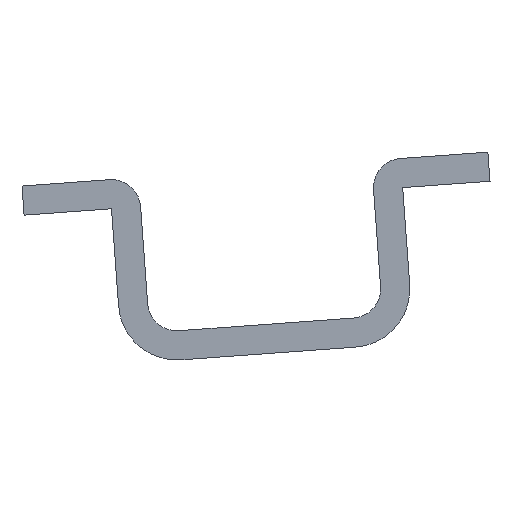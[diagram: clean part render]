
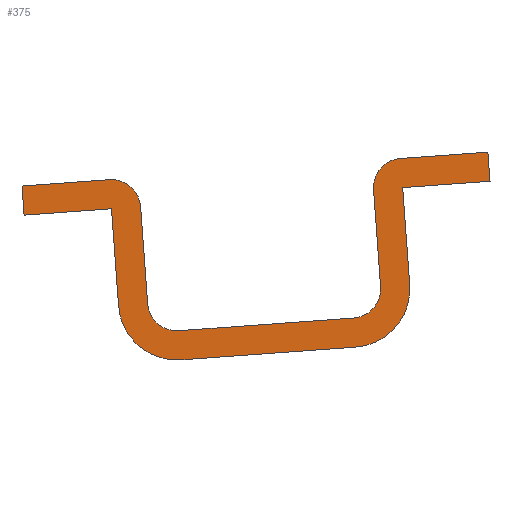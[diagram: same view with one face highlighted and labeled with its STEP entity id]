
A CAD part, left-side view. The second image highlights one B-rep face of the part: STEP entity #375.
In plain terms, the highlighted planar face has unit normal (-1, 0, 0).
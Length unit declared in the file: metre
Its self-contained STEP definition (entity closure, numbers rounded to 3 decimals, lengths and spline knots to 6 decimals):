
#26=CIRCLE('',#409,0.002381);
#27=CIRCLE('',#410,0.002381);
#28=CIRCLE('',#411,0.002381);
#29=CIRCLE('',#412,0.002381);
#30=CIRCLE('',#413,0.004763);
#31=CIRCLE('',#414,0.004763);
#42=ORIENTED_EDGE('',*,*,#150,.F.);
#43=ORIENTED_EDGE('',*,*,#151,.F.);
#44=ORIENTED_EDGE('',*,*,#152,.F.);
#45=ORIENTED_EDGE('',*,*,#153,.F.);
#46=ORIENTED_EDGE('',*,*,#154,.F.);
#47=ORIENTED_EDGE('',*,*,#155,.F.);
#48=ORIENTED_EDGE('',*,*,#156,.F.);
#49=ORIENTED_EDGE('',*,*,#157,.F.);
#50=ORIENTED_EDGE('',*,*,#158,.F.);
#51=ORIENTED_EDGE('',*,*,#149,.F.);
#52=ORIENTED_EDGE('',*,*,#159,.T.);
#53=ORIENTED_EDGE('',*,*,#160,.T.);
#54=ORIENTED_EDGE('',*,*,#161,.T.);
#55=ORIENTED_EDGE('',*,*,#162,.T.);
#56=ORIENTED_EDGE('',*,*,#163,.T.);
#57=ORIENTED_EDGE('',*,*,#164,.T.);
#58=ORIENTED_EDGE('',*,*,#165,.T.);
#59=ORIENTED_EDGE('',*,*,#166,.T.);
#149=EDGE_CURVE('',#203,#201,#239,.T.);
#150=EDGE_CURVE('',#204,#205,#240,.T.);
#151=EDGE_CURVE('',#206,#204,#26,.F.);
#152=EDGE_CURVE('',#207,#206,#241,.T.);
#153=EDGE_CURVE('',#208,#207,#27,.F.);
#154=EDGE_CURVE('',#209,#208,#242,.T.);
#155=EDGE_CURVE('',#210,#209,#28,.F.);
#156=EDGE_CURVE('',#211,#210,#243,.T.);
#157=EDGE_CURVE('',#212,#211,#29,.F.);
#158=EDGE_CURVE('',#201,#212,#244,.T.);
#159=EDGE_CURVE('',#203,#213,#245,.T.);
#160=EDGE_CURVE('',#213,#214,#246,.T.);
#161=EDGE_CURVE('',#214,#215,#30,.F.);
#162=EDGE_CURVE('',#215,#216,#247,.T.);
#163=EDGE_CURVE('',#216,#217,#31,.F.);
#164=EDGE_CURVE('',#217,#218,#248,.T.);
#165=EDGE_CURVE('',#218,#219,#249,.T.);
#166=EDGE_CURVE('',#219,#205,#250,.T.);
#201=VERTEX_POINT('',#551);
#203=VERTEX_POINT('',#555);
#204=VERTEX_POINT('',#559);
#205=VERTEX_POINT('',#560);
#206=VERTEX_POINT('',#562);
#207=VERTEX_POINT('',#564);
#208=VERTEX_POINT('',#566);
#209=VERTEX_POINT('',#568);
#210=VERTEX_POINT('',#570);
#211=VERTEX_POINT('',#572);
#212=VERTEX_POINT('',#574);
#213=VERTEX_POINT('',#577);
#214=VERTEX_POINT('',#579);
#215=VERTEX_POINT('',#581);
#216=VERTEX_POINT('',#583);
#217=VERTEX_POINT('',#585);
#218=VERTEX_POINT('',#587);
#219=VERTEX_POINT('',#589);
#239=LINE('',#556,#281);
#240=LINE('',#558,#282);
#241=LINE('',#563,#283);
#242=LINE('',#567,#284);
#243=LINE('',#571,#285);
#244=LINE('',#575,#286);
#245=LINE('',#576,#287);
#246=LINE('',#578,#288);
#247=LINE('',#582,#289);
#248=LINE('',#586,#290);
#249=LINE('',#588,#291);
#250=LINE('',#590,#292);
#281=VECTOR('',#446,1.);
#282=VECTOR('',#449,1.);
#283=VECTOR('',#452,1.);
#284=VECTOR('',#455,1.);
#285=VECTOR('',#458,1.);
#286=VECTOR('',#461,1.);
#287=VECTOR('',#462,1.);
#288=VECTOR('',#463,1.);
#289=VECTOR('',#466,1.);
#290=VECTOR('',#469,1.);
#291=VECTOR('',#470,1.);
#292=VECTOR('',#471,1.);
#321=EDGE_LOOP('',(#42,#43,#44,#45,#46,#47,#48,#49,#50,#51,#52,#53,#54,
#55,#56,#57,#58,#59));
#341=FACE_BOUND('',#321,.T.);
#361=PLANE('',#408);
#375=ADVANCED_FACE('',(#341),#361,.T.);
#408=AXIS2_PLACEMENT_3D('',#557,#447,#448);
#409=AXIS2_PLACEMENT_3D('',#561,#450,#451);
#410=AXIS2_PLACEMENT_3D('',#565,#453,#454);
#411=AXIS2_PLACEMENT_3D('',#569,#456,#457);
#412=AXIS2_PLACEMENT_3D('',#573,#459,#460);
#413=AXIS2_PLACEMENT_3D('',#580,#464,#465);
#414=AXIS2_PLACEMENT_3D('',#584,#467,#468);
#446=DIRECTION('',(0.,0.072,0.997));
#447=DIRECTION('',(-1.,0.,0.));
#448=DIRECTION('',(0.,-0.997,0.072));
#449=DIRECTION('',(0.,-0.997,0.072));
#450=DIRECTION('',(-1.,0.,0.));
#451=DIRECTION('',(0.,0.,1.));
#452=DIRECTION('',(0.,0.072,0.997));
#453=DIRECTION('',(1.,0.,0.));
#454=DIRECTION('',(0.,0.,-1.));
#455=DIRECTION('',(0.,-0.997,0.072));
#456=DIRECTION('',(1.,0.,0.));
#457=DIRECTION('',(0.,0.,-1.));
#458=DIRECTION('',(0.,-0.072,-0.997));
#459=DIRECTION('',(-1.,0.,0.));
#460=DIRECTION('',(0.,0.,1.));
#461=DIRECTION('',(0.,-0.997,0.072));
#462=DIRECTION('',(0.,-0.997,0.072));
#463=DIRECTION('',(0.,-0.072,-0.997));
#464=DIRECTION('',(1.,0.,0.));
#465=DIRECTION('',(0.,0.,-1.));
#466=DIRECTION('',(0.,-0.997,0.072));
#467=DIRECTION('',(1.,0.,0.));
#468=DIRECTION('',(0.,0.,-1.));
#469=DIRECTION('',(0.,0.072,0.997));
#470=DIRECTION('',(0.,-0.997,0.072));
#471=DIRECTION('',(0.,0.072,0.997));
#551=CARTESIAN_POINT('',(-0.1387,-0.642964,-0.15628));
#555=CARTESIAN_POINT('',(-0.1387,-0.643136,-0.158655));
#556=CARTESIAN_POINT('',(-0.1387,-0.642964,-0.15628));
#557=CARTESIAN_POINT('',(-0.1387,-0.672245,-0.154153));
#558=CARTESIAN_POINT('',(-0.1387,-0.672245,-0.154153));
#559=CARTESIAN_POINT('',(-0.1387,-0.673838,-0.154037));
#560=CARTESIAN_POINT('',(-0.1387,-0.680963,-0.15352));
#561=CARTESIAN_POINT('',(-0.1387,-0.674011,-0.156412));
#562=CARTESIAN_POINT('',(-0.1387,-0.671636,-0.156585));
#563=CARTESIAN_POINT('',(-0.1387,-0.671883,-0.159984));
#564=CARTESIAN_POINT('',(-0.1387,-0.672211,-0.164501));
#565=CARTESIAN_POINT('',(-0.1387,-0.669836,-0.164674));
#566=CARTESIAN_POINT('',(-0.1387,-0.670009,-0.167049));
#567=CARTESIAN_POINT('',(-0.1387,-0.65043,-0.168471));
#568=CARTESIAN_POINT('',(-0.1387,-0.655759,-0.168084));
#569=CARTESIAN_POINT('',(-0.1387,-0.655586,-0.165709));
#570=CARTESIAN_POINT('',(-0.1387,-0.653211,-0.165882));
#571=CARTESIAN_POINT('',(-0.1387,-0.652704,-0.158899));
#572=CARTESIAN_POINT('',(-0.1387,-0.652636,-0.157965));
#573=CARTESIAN_POINT('',(-0.1387,-0.650261,-0.158137));
#574=CARTESIAN_POINT('',(-0.1387,-0.650089,-0.155762));
#575=CARTESIAN_POINT('',(-0.1387,-0.622303,-0.157781));
#576=CARTESIAN_POINT('',(-0.1387,-0.622475,-0.160156));
#577=CARTESIAN_POINT('',(-0.1387,-0.650261,-0.158137));
#578=CARTESIAN_POINT('',(-0.1387,-0.650329,-0.159072));
#579=CARTESIAN_POINT('',(-0.1387,-0.650836,-0.166054));
#580=CARTESIAN_POINT('',(-0.1387,-0.655586,-0.165709));
#581=CARTESIAN_POINT('',(-0.1387,-0.655931,-0.170459));
#582=CARTESIAN_POINT('',(-0.1387,-0.650603,-0.170846));
#583=CARTESIAN_POINT('',(-0.1387,-0.670181,-0.169424));
#584=CARTESIAN_POINT('',(-0.1387,-0.669836,-0.164674));
#585=CARTESIAN_POINT('',(-0.1387,-0.674586,-0.164329));
#586=CARTESIAN_POINT('',(-0.1387,-0.674258,-0.159811));
#587=CARTESIAN_POINT('',(-0.1387,-0.674011,-0.156412));
#588=CARTESIAN_POINT('',(-0.1387,-0.672417,-0.156528));
#589=CARTESIAN_POINT('',(-0.1387,-0.681136,-0.155895));
#590=CARTESIAN_POINT('',(-0.1387,-0.680963,-0.15352));
